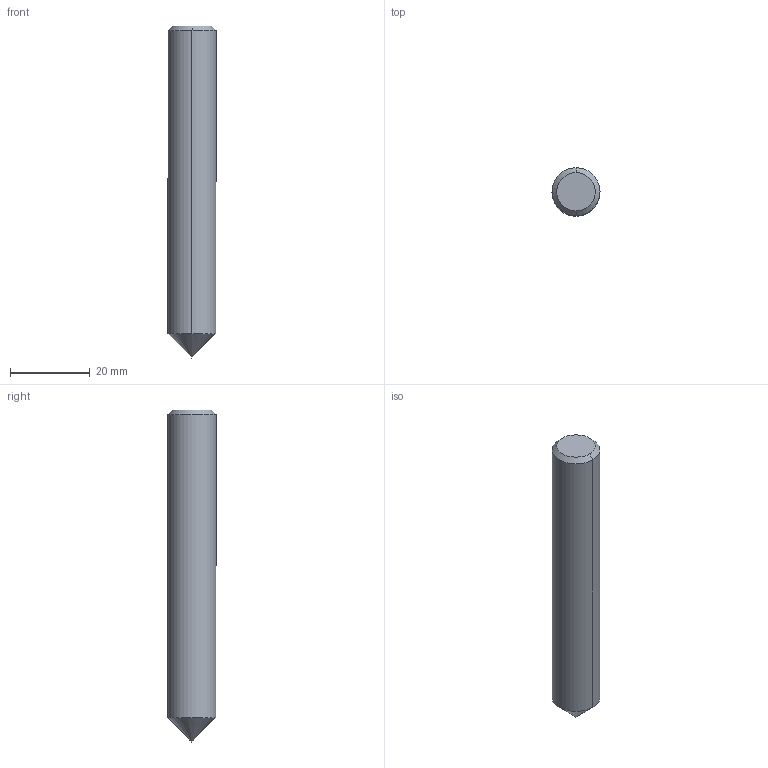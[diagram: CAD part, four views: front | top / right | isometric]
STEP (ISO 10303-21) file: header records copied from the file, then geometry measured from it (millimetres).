
FILE_DESCRIPTION (( 'STEP AP203' ), '1' );
FILE_NAME ('41463.step', '2021-09-21T07:46:54', ( '' ), ( '' ), 'SwSTEP 2.0', 'SolidWorks 2019', '' );
FILE_SCHEMA (( 'CONFIG_CONTROL_DESIGN' ));
Length unit declared in the file: millimetre
Products named in the file (1): 41463
Bounding box: 12 x 12 x 83 mm (x, y, z)
Volume: 8909.4 mm3; surface area: 3373.7 mm2
Topology: 2 solids, 2 shells, 9 faces, 16 edges, 9 vertices
Faces by surface type: cone 4, plane 3, cylinder 2
Entity records: 283 total; most frequent: DIRECTION 42, CARTESIAN_POINT 33, ORIENTED_EDGE 28, AXIS2_PLACEMENT_3D 18, EDGE_CURVE 14, ADVANCED_FACE 9, EDGE_LOOP 9, FACE_OUTER_BOUND 9
